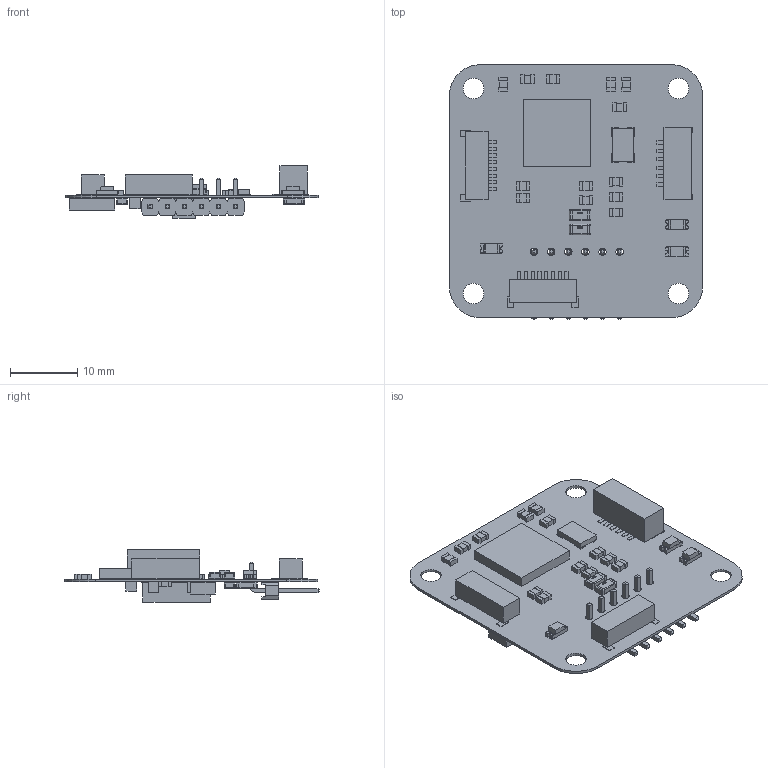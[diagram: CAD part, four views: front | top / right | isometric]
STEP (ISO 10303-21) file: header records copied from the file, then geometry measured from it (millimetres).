
FILE_DESCRIPTION(('Open CASCADE Model'),'2;1');
FILE_NAME('Open CASCADE Shape Model','2021-09-08T18:32:35',('Author'),( 'Open CASCADE'),'Open CASCADE STEP processor 6.8','Open CASCADE 6.8' ,'Unknown');
FILE_SCHEMA(('AUTOMOTIVE_DESIGN { 1 0 10303 214 1 1 1 1 }'));
Length unit declared in the file: millimetre
Products named in the file (64): PCB; Board; Open CASCADE STEP translator 6.8 1.1.1; PowerBoard; 5915981088; Body; Pins; C17; condensateur_cms_0805; C16; Y1; 5915981408; SensorBoard; 5915980528; Regu3v3; 5920670208; Extruded; R5; resistance_cms_1206; R4; R3; R2; R1; Prog; 61300611021; 6130xx11021_PIN; LedPwr; LED1206CLAIRE; LED2; LED1; Gps; 5915981248; F4; 5920670368; Esc; 5915980768; D1; 5920669888; C14; C13 ...
Assembly tree (88 placements, depth 4):
  PCB
    Board
      Open CASCADE STEP translator 6.8 1.1.1
    PowerBoard
      5915981088
        Body
        Pins
    C17
      condensateur_cms_0805
    C16
      condensateur_cms_0805
    Y1
      5915981408
        Body
        Pins
    SensorBoard
      5915980528
        Body
        Pins
    Regu3v3
      5920670208
        Extruded
    R5
      resistance_cms_1206
    R4
      resistance_cms_1206
    R3
      resistance_cms_1206
    R2
      resistance_cms_1206
    R1
      resistance_cms_1206
    Prog
      61300611021
        6130xx11021_PIN  x6
        61300611021
    LedPwr
      LED1206CLAIRE
    LED2
      LED1206CLAIRE
    LED1
      LED1206CLAIRE
    Gps
      5915981248
        Body
        Pins
    F4
      5920670368
        Extruded
    Esc
      5915980768
        Body
        Pins
    D1
      5920669888
        Extruded
    C14
      condensateur_cms_0805
    C13
      condensateur_cms_0805
Bounding box: 37.59 x 37.85 x 7.76 mm (x, y, z)
Volume: 1453.5 mm3; surface area: 4785.6 mm2
Topology: 94 solids, 94 shells, 1398 faces, 3236 edges, 2048 vertices
Faces by surface type: plane 1028, bspline 180, cylinder 150, sphere 40
Full cylindrical faces by diameter (mm): 1.1 x6, 3.048 x4
Entity records: 22171 total; most frequent: CARTESIAN_POINT 5177, ORIENTED_EDGE 2736, DIRECTION 2690, EDGE_CURVE 1368, LINE 1216, VECTOR 1216, VERTEX_POINT 896, AXIS2_PLACEMENT_3D 737
